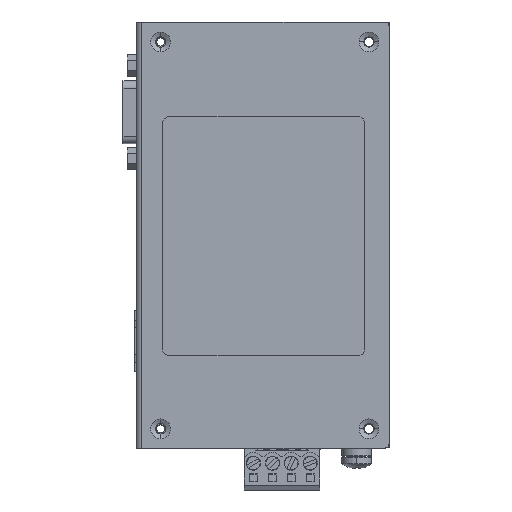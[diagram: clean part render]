
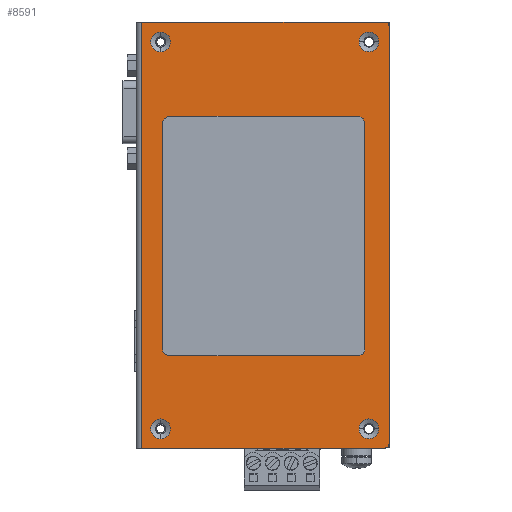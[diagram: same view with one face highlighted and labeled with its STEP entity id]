
A CAD part, top view. The second image highlights one B-rep face of the part: STEP entity #8591.
In plain terms, the highlighted face is planar.
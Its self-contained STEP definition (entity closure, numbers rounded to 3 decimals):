
#6557=DIRECTION('',(-1.,0.,0.));
#6558=VECTOR('',#6557,65.5);
#6559=CARTESIAN_POINT('',(-1.5,0.25,-1.));
#6560=LINE('',#6559,#6558);
#6617=CARTESIAN_POINT('',(-67.,1.25,-1.));
#6618=DIRECTION('',(0.,0.,1.));
#6619=DIRECTION('',(-1.,0.,0.));
#6620=AXIS2_PLACEMENT_3D('',#6617,#6618,#6619);
#6622=DIRECTION('',(-1.,0.,0.));
#6623=VECTOR('',#6622,65.5);
#6624=CARTESIAN_POINT('',(-1.5,114.75,-1.));
#6625=LINE('',#6624,#6623);
#6626=CARTESIAN_POINT('',(-67.,113.75,-1.));
#6627=DIRECTION('',(0.,0.,1.));
#6628=DIRECTION('',(0.,1.,0.));
#6629=AXIS2_PLACEMENT_3D('',#6626,#6627,#6628);
#6631=DIRECTION('',(0.,-1.,0.));
#6632=VECTOR('',#6631,112.5);
#6633=CARTESIAN_POINT('',(-68.,113.75,-1.));
#6634=LINE('',#6633,#6632);
#6635=CARTESIAN_POINT('',(-62.6,5.4,-1.));
#6636=DIRECTION('',(0.,0.,-1.));
#6637=DIRECTION('',(1.,0.,0.));
#6638=AXIS2_PLACEMENT_3D('',#6635,#6636,#6637);
#6640=CARTESIAN_POINT('',(-62.6,5.4,-1.));
#6641=DIRECTION('',(0.,0.,-1.));
#6642=DIRECTION('',(0.,-1.,0.));
#6643=AXIS2_PLACEMENT_3D('',#6640,#6641,#6642);
#6645=CARTESIAN_POINT('',(-62.6,5.4,-1.));
#6646=DIRECTION('',(0.,0.,-1.));
#6647=DIRECTION('',(-1.,0.,0.));
#6648=AXIS2_PLACEMENT_3D('',#6645,#6646,#6647);
#6650=CARTESIAN_POINT('',(-62.6,5.4,-1.));
#6651=DIRECTION('',(0.,0.,-1.));
#6652=DIRECTION('',(0.,1.,0.));
#6653=AXIS2_PLACEMENT_3D('',#6650,#6651,#6652);
#6655=CARTESIAN_POINT('',(-62.6,109.4,-1.));
#6656=DIRECTION('',(0.,0.,-1.));
#6657=DIRECTION('',(1.,0.,0.));
#6658=AXIS2_PLACEMENT_3D('',#6655,#6656,#6657);
#6660=CARTESIAN_POINT('',(-62.6,109.4,-1.));
#6661=DIRECTION('',(0.,0.,-1.));
#6662=DIRECTION('',(0.,-1.,0.));
#6663=AXIS2_PLACEMENT_3D('',#6660,#6661,#6662);
#6665=CARTESIAN_POINT('',(-62.6,109.4,-1.));
#6666=DIRECTION('',(0.,0.,-1.));
#6667=DIRECTION('',(-1.,0.,0.));
#6668=AXIS2_PLACEMENT_3D('',#6665,#6666,#6667);
#6670=CARTESIAN_POINT('',(-62.6,109.4,-1.));
#6671=DIRECTION('',(0.,0.,-1.));
#6672=DIRECTION('',(0.,1.,0.));
#6673=AXIS2_PLACEMENT_3D('',#6670,#6671,#6672);
#6675=CARTESIAN_POINT('',(-6.6,109.4,-1.));
#6676=DIRECTION('',(0.,0.,-1.));
#6677=DIRECTION('',(0.,-1.,0.));
#6678=AXIS2_PLACEMENT_3D('',#6675,#6676,#6677);
#6680=CARTESIAN_POINT('',(-6.6,109.4,-1.));
#6681=DIRECTION('',(0.,0.,-1.));
#6682=DIRECTION('',(0.,1.,0.));
#6683=AXIS2_PLACEMENT_3D('',#6680,#6681,#6682);
#6685=CARTESIAN_POINT('',(-6.6,5.4,-1.));
#6686=DIRECTION('',(0.,0.,-1.));
#6687=DIRECTION('',(0.,-1.,0.));
#6688=AXIS2_PLACEMENT_3D('',#6685,#6686,#6687);
#6690=CARTESIAN_POINT('',(-6.6,5.4,-1.));
#6691=DIRECTION('',(0.,0.,-1.));
#6692=DIRECTION('',(0.,1.,0.));
#6693=AXIS2_PLACEMENT_3D('',#6690,#6691,#6692);
#6695=CARTESIAN_POINT('',(-9.1,27.,-1.));
#6696=DIRECTION('',(0.,0.,-1.));
#6697=DIRECTION('',(1.,0.,0.));
#6698=AXIS2_PLACEMENT_3D('',#6695,#6696,#6697);
#6700=DIRECTION('',(-1.,0.,0.));
#6701=VECTOR('',#6700,50.4);
#6702=CARTESIAN_POINT('',(-9.1,25.,-1.));
#6703=LINE('',#6702,#6701);
#6704=CARTESIAN_POINT('',(-59.5,27.,-1.));
#6705=DIRECTION('',(0.,0.,-1.));
#6706=DIRECTION('',(0.,-1.,0.));
#6707=AXIS2_PLACEMENT_3D('',#6704,#6705,#6706);
#6709=DIRECTION('',(0.,1.,0.));
#6710=VECTOR('',#6709,60.4);
#6711=CARTESIAN_POINT('',(-61.5,27.,-1.));
#6712=LINE('',#6711,#6710);
#6713=CARTESIAN_POINT('',(-59.5,87.4,-1.));
#6714=DIRECTION('',(0.,0.,-1.));
#6715=DIRECTION('',(-1.,0.,0.));
#6716=AXIS2_PLACEMENT_3D('',#6713,#6714,#6715);
#6718=DIRECTION('',(1.,0.,0.));
#6719=VECTOR('',#6718,50.4);
#6720=CARTESIAN_POINT('',(-59.5,89.4,-1.));
#6721=LINE('',#6720,#6719);
#6722=CARTESIAN_POINT('',(-9.1,87.4,-1.));
#6723=DIRECTION('',(0.,0.,-1.));
#6724=DIRECTION('',(0.,1.,0.));
#6725=AXIS2_PLACEMENT_3D('',#6722,#6723,#6724);
#6727=DIRECTION('',(0.,-1.,0.));
#6728=VECTOR('',#6727,60.4);
#6729=CARTESIAN_POINT('',(-7.1,87.4,-1.));
#6730=LINE('',#6729,#6728);
#6731=DIRECTION('',(0.,-1.,0.));
#6732=VECTOR('',#6731,114.5);
#6733=CARTESIAN_POINT('',(-1.5,114.75,-1.));
#6734=LINE('',#6733,#6732);
#7993=CARTESIAN_POINT('',(-62.6,112.05,-1.));
#7994=CARTESIAN_POINT('',(-59.95,109.4,-1.));
#7995=VERTEX_POINT('',#7993);
#7996=VERTEX_POINT('',#7994);
#7997=CARTESIAN_POINT('',(-65.25,109.4,-1.));
#7998=VERTEX_POINT('',#7997);
#7999=CARTESIAN_POINT('',(-68.,1.25,-1.));
#8000=CARTESIAN_POINT('',(-67.,0.25,-1.));
#8001=VERTEX_POINT('',#7999);
#8002=VERTEX_POINT('',#8000);
#8003=CARTESIAN_POINT('',(-1.5,0.25,-1.));
#8004=VERTEX_POINT('',#8003);
#8005=CARTESIAN_POINT('',(-1.5,114.75,-1.));
#8006=VERTEX_POINT('',#8005);
#8007=CARTESIAN_POINT('',(-67.,114.75,-1.));
#8008=VERTEX_POINT('',#8007);
#8009=CARTESIAN_POINT('',(-68.,113.75,-1.));
#8010=VERTEX_POINT('',#8009);
#8011=CARTESIAN_POINT('',(-62.6,2.75,-1.));
#8012=CARTESIAN_POINT('',(-65.25,5.4,-1.));
#8013=VERTEX_POINT('',#8011);
#8014=VERTEX_POINT('',#8012);
#8015=CARTESIAN_POINT('',(-59.95,5.4,-1.));
#8016=VERTEX_POINT('',#8015);
#8017=CARTESIAN_POINT('',(-62.6,8.05,-1.));
#8018=VERTEX_POINT('',#8017);
#8019=CARTESIAN_POINT('',(-62.6,106.75,-1.));
#8020=VERTEX_POINT('',#8019);
#8021=CARTESIAN_POINT('',(-6.6,106.75,-1.));
#8022=CARTESIAN_POINT('',(-6.6,112.05,-1.));
#8023=VERTEX_POINT('',#8021);
#8024=VERTEX_POINT('',#8022);
#8025=CARTESIAN_POINT('',(-6.6,2.75,-1.));
#8026=CARTESIAN_POINT('',(-6.6,8.05,-1.));
#8027=VERTEX_POINT('',#8025);
#8028=VERTEX_POINT('',#8026);
#8029=CARTESIAN_POINT('',(-7.1,27.,-1.));
#8030=CARTESIAN_POINT('',(-9.1,25.,-1.));
#8031=VERTEX_POINT('',#8029);
#8032=VERTEX_POINT('',#8030);
#8033=CARTESIAN_POINT('',(-59.5,25.,-1.));
#8034=VERTEX_POINT('',#8033);
#8035=CARTESIAN_POINT('',(-61.5,27.,-1.));
#8036=VERTEX_POINT('',#8035);
#8037=CARTESIAN_POINT('',(-61.5,87.4,-1.));
#8038=VERTEX_POINT('',#8037);
#8039=CARTESIAN_POINT('',(-59.5,89.4,-1.));
#8040=VERTEX_POINT('',#8039);
#8041=CARTESIAN_POINT('',(-9.1,89.4,-1.));
#8042=VERTEX_POINT('',#8041);
#8043=CARTESIAN_POINT('',(-7.1,87.4,-1.));
#8044=VERTEX_POINT('',#8043);
#8527=CARTESIAN_POINT('',(-68.,0.,-1.));
#8528=DIRECTION('',(0.,0.,1.));
#8529=DIRECTION('',(1.,0.,0.));
#8530=AXIS2_PLACEMENT_3D('',#8527,#8528,#8529);
#8531=PLANE('',#8530);
#8532=ORIENTED_EDGE('',*,*,#8421,.T.);
#8533=ORIENTED_EDGE('',*,*,#8437,.F.);
#8535=ORIENTED_EDGE('',*,*,#8534,.F.);
#8536=ORIENTED_EDGE('',*,*,#8493,.T.);
#8537=ORIENTED_EDGE('',*,*,#8508,.T.);
#8538=ORIENTED_EDGE('',*,*,#8520,.T.);
#8539=EDGE_LOOP('',(#8532,#8533,#8535,#8536,#8537,#8538));
#8540=FACE_OUTER_BOUND('',#8539,.F.);
#8542=ORIENTED_EDGE('',*,*,#8541,.T.);
#8544=ORIENTED_EDGE('',*,*,#8543,.T.);
#8546=ORIENTED_EDGE('',*,*,#8545,.T.);
#8548=ORIENTED_EDGE('',*,*,#8547,.T.);
#8549=EDGE_LOOP('',(#8542,#8544,#8546,#8548));
#8550=FACE_BOUND('',#8549,.F.);
#8552=ORIENTED_EDGE('',*,*,#8551,.T.);
#8554=ORIENTED_EDGE('',*,*,#8553,.T.);
#8556=ORIENTED_EDGE('',*,*,#8555,.T.);
#8558=ORIENTED_EDGE('',*,*,#8557,.T.);
#8559=EDGE_LOOP('',(#8552,#8554,#8556,#8558));
#8560=FACE_BOUND('',#8559,.F.);
#8562=ORIENTED_EDGE('',*,*,#8561,.T.);
#8564=ORIENTED_EDGE('',*,*,#8563,.T.);
#8565=EDGE_LOOP('',(#8562,#8564));
#8566=FACE_BOUND('',#8565,.F.);
#8568=ORIENTED_EDGE('',*,*,#8567,.T.);
#8570=ORIENTED_EDGE('',*,*,#8569,.T.);
#8571=EDGE_LOOP('',(#8568,#8570));
#8572=FACE_BOUND('',#8571,.F.);
#8574=ORIENTED_EDGE('',*,*,#8573,.T.);
#8576=ORIENTED_EDGE('',*,*,#8575,.T.);
#8578=ORIENTED_EDGE('',*,*,#8577,.T.);
#8580=ORIENTED_EDGE('',*,*,#8579,.T.);
#8582=ORIENTED_EDGE('',*,*,#8581,.T.);
#8584=ORIENTED_EDGE('',*,*,#8583,.T.);
#8586=ORIENTED_EDGE('',*,*,#8585,.T.);
#8588=ORIENTED_EDGE('',*,*,#8587,.T.);
#8589=EDGE_LOOP('',(#8574,#8576,#8578,#8580,#8582,#8584,#8586,#8588));
#8590=FACE_BOUND('',#8589,.F.);
#6621=CIRCLE('',#6620,1.);
#6630=CIRCLE('',#6629,1.);
#6639=CIRCLE('',#6638,2.65);
#6644=CIRCLE('',#6643,2.65);
#6649=CIRCLE('',#6648,2.65);
#6654=CIRCLE('',#6653,2.65);
#6659=CIRCLE('',#6658,2.65);
#6664=CIRCLE('',#6663,2.65);
#6669=CIRCLE('',#6668,2.65);
#6674=CIRCLE('',#6673,2.65);
#6679=CIRCLE('',#6678,2.65);
#6684=CIRCLE('',#6683,2.65);
#6689=CIRCLE('',#6688,2.65);
#6694=CIRCLE('',#6693,2.65);
#6699=CIRCLE('',#6698,2.);
#6708=CIRCLE('',#6707,2.);
#6717=CIRCLE('',#6716,2.);
#6726=CIRCLE('',#6725,2.);
#8421=EDGE_CURVE('',#8001,#8002,#6621,.T.);
#8437=EDGE_CURVE('',#8004,#8002,#6560,.T.);
#8493=EDGE_CURVE('',#8006,#8008,#6625,.T.);
#8508=EDGE_CURVE('',#8008,#8010,#6630,.T.);
#8520=EDGE_CURVE('',#8010,#8001,#6634,.T.);
#8534=EDGE_CURVE('',#8006,#8004,#6734,.T.);
#8541=EDGE_CURVE('',#8016,#8013,#6639,.T.);
#8543=EDGE_CURVE('',#8013,#8014,#6644,.T.);
#8545=EDGE_CURVE('',#8014,#8018,#6649,.T.);
#8547=EDGE_CURVE('',#8018,#8016,#6654,.T.);
#8551=EDGE_CURVE('',#7996,#8020,#6659,.T.);
#8553=EDGE_CURVE('',#8020,#7998,#6664,.T.);
#8555=EDGE_CURVE('',#7998,#7995,#6669,.T.);
#8557=EDGE_CURVE('',#7995,#7996,#6674,.T.);
#8561=EDGE_CURVE('',#8023,#8024,#6679,.T.);
#8563=EDGE_CURVE('',#8024,#8023,#6684,.T.);
#8567=EDGE_CURVE('',#8027,#8028,#6689,.T.);
#8569=EDGE_CURVE('',#8028,#8027,#6694,.T.);
#8573=EDGE_CURVE('',#8031,#8032,#6699,.T.);
#8575=EDGE_CURVE('',#8032,#8034,#6703,.T.);
#8577=EDGE_CURVE('',#8034,#8036,#6708,.T.);
#8579=EDGE_CURVE('',#8036,#8038,#6712,.T.);
#8581=EDGE_CURVE('',#8038,#8040,#6717,.T.);
#8583=EDGE_CURVE('',#8040,#8042,#6721,.T.);
#8585=EDGE_CURVE('',#8042,#8044,#6726,.T.);
#8587=EDGE_CURVE('',#8044,#8031,#6730,.T.);
#8591=ADVANCED_FACE('',(#8540,#8550,#8560,#8566,#8572,#8590),#8531,.F.);
